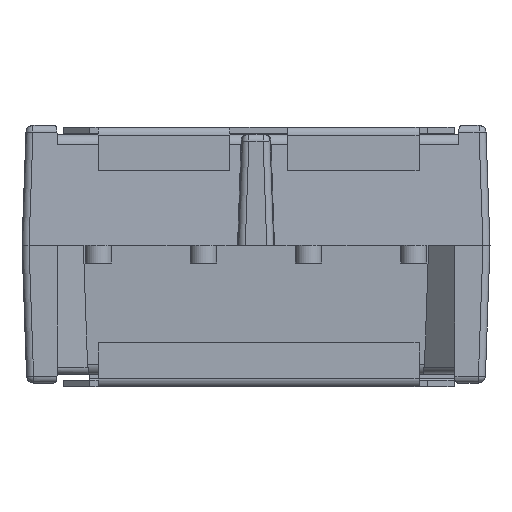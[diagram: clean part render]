
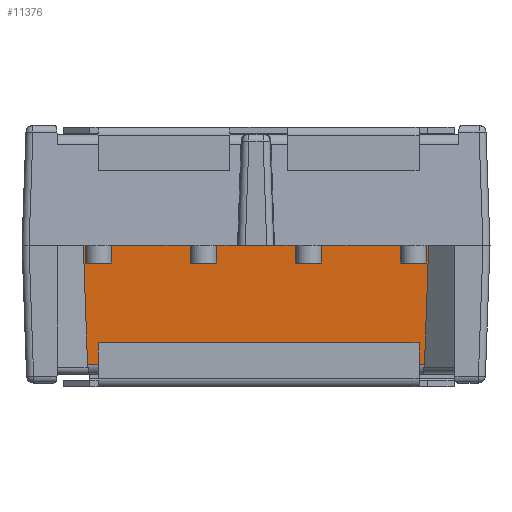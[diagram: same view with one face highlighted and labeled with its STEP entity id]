
A CAD part, front view. The second image highlights one B-rep face of the part: STEP entity #11376.
In plain terms, the highlighted planar face has unit normal (0, -0.999, -0.035).
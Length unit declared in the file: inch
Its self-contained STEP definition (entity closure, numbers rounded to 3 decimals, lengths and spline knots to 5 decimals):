
#9754=CARTESIAN_POINT('',(-0.35582,-0.64474,0.));
#9755=VERTEX_POINT('',#9754);
#9764=CARTESIAN_POINT('',(-0.37082,-0.64474,0.));
#9765=VERTEX_POINT('',#9764);
#9795=CARTESIAN_POINT('',(-0.29582,-0.64474,0.));
#9796=VERTEX_POINT('',#9795);
#9805=CARTESIAN_POINT('',(-0.31082,-0.64474,0.));
#9806=VERTEX_POINT('',#9805);
#9838=CARTESIAN_POINT('',(-0.23582,-0.64474,0.));
#9839=VERTEX_POINT('',#9838);
#9846=CARTESIAN_POINT('',(-0.25082,-0.64474,0.));
#9847=VERTEX_POINT('',#9846);
#9879=CARTESIAN_POINT('',(-0.35582,-0.64439,-0.01));
#9880=VERTEX_POINT('',#9879);
#9896=CARTESIAN_POINT('',(-0.37082,-0.64439,-0.01));
#9897=VERTEX_POINT('',#9896);
#9904=CARTESIAN_POINT('',(-0.35582,-0.64439,-0.01));
#9905=DIRECTION('',(-1.0,0.0,0.0));
#9906=VECTOR('',#9905,0.015);
#9907=LINE('',#9904,#9906);
#9908=EDGE_CURVE('',#9880,#9897,#9907,.T.);
#9920=CARTESIAN_POINT('',(-0.29582,-0.64439,-0.01));
#9921=VERTEX_POINT('',#9920);
#9937=CARTESIAN_POINT('',(-0.31082,-0.64439,-0.01));
#9938=VERTEX_POINT('',#9937);
#9945=CARTESIAN_POINT('',(-0.29582,-0.64439,-0.01));
#9946=DIRECTION('',(-1.0,0.0,0.0));
#9947=VECTOR('',#9946,0.015);
#9948=LINE('',#9945,#9947);
#9949=EDGE_CURVE('',#9921,#9938,#9948,.T.);
#9959=CARTESIAN_POINT('',(-0.23582,-0.64439,-0.01));
#9960=VERTEX_POINT('',#9959);
#9978=CARTESIAN_POINT('',(-0.25082,-0.64439,-0.01));
#9979=VERTEX_POINT('',#9978);
#9986=CARTESIAN_POINT('',(-0.23582,-0.64439,-0.01));
#9987=DIRECTION('',(-1.0,0.0,0.0));
#9988=VECTOR('',#9987,0.015);
#9989=LINE('',#9986,#9988);
#9990=EDGE_CURVE('',#9960,#9979,#9989,.T.);
#10002=CARTESIAN_POINT('',(-0.43082,-0.64439,-0.01));
#10003=VERTEX_POINT('',#10002);
#10010=CARTESIAN_POINT('',(-0.41582,-0.64439,-0.01));
#10011=VERTEX_POINT('',#10010);
#10012=CARTESIAN_POINT('',(-0.41582,-0.64439,-0.01));
#10013=DIRECTION('',(-1.0,0.0,0.0));
#10014=VECTOR('',#10013,0.015);
#10015=LINE('',#10012,#10014);
#10016=EDGE_CURVE('',#10011,#10003,#10015,.T.);
#10059=CARTESIAN_POINT('',(-0.43082,-0.64474,0.));
#10060=VERTEX_POINT('',#10059);
#10076=CARTESIAN_POINT('',(-0.41582,-0.64474,0.));
#10077=VERTEX_POINT('',#10076);
#10188=CARTESIAN_POINT('',(-0.41582,-0.64474,0.));
#10189=DIRECTION('',(0.0,0.035,-0.999));
#10190=VECTOR('',#10189,0.01001);
#10191=LINE('',#10188,#10190);
#10192=EDGE_CURVE('',#10077,#10011,#10191,.T.);
#10205=CARTESIAN_POINT('',(-0.35582,-0.64474,0.));
#10206=DIRECTION('',(0.0,0.035,-0.999));
#10207=VECTOR('',#10206,0.01001);
#10208=LINE('',#10205,#10207);
#10209=EDGE_CURVE('',#9755,#9880,#10208,.T.);
#10222=CARTESIAN_POINT('',(-0.29582,-0.64474,0.));
#10223=DIRECTION('',(0.0,0.035,-0.999));
#10224=VECTOR('',#10223,0.01001);
#10225=LINE('',#10222,#10224);
#10226=EDGE_CURVE('',#9796,#9921,#10225,.T.);
#10239=CARTESIAN_POINT('',(-0.23582,-0.64474,0.));
#10240=DIRECTION('',(0.0,0.035,-0.999));
#10241=VECTOR('',#10240,0.01001);
#10242=LINE('',#10239,#10241);
#10243=EDGE_CURVE('',#9839,#9960,#10242,.T.);
#10268=CARTESIAN_POINT('',(-0.25082,-0.64439,-0.01));
#10269=DIRECTION('',(0.0,-0.035,0.999));
#10270=VECTOR('',#10269,0.01001);
#10271=LINE('',#10268,#10270);
#10272=EDGE_CURVE('',#9979,#9847,#10271,.T.);
#10285=CARTESIAN_POINT('',(-0.31082,-0.64439,-0.01));
#10286=DIRECTION('',(0.0,-0.035,0.999));
#10287=VECTOR('',#10286,0.01001);
#10288=LINE('',#10285,#10287);
#10289=EDGE_CURVE('',#9938,#9806,#10288,.T.);
#10302=CARTESIAN_POINT('',(-0.37082,-0.64439,-0.01));
#10303=DIRECTION('',(0.0,-0.035,0.999));
#10304=VECTOR('',#10303,0.01001);
#10305=LINE('',#10302,#10304);
#10306=EDGE_CURVE('',#9897,#9765,#10305,.T.);
#10319=CARTESIAN_POINT('',(-0.43082,-0.64439,-0.01));
#10320=DIRECTION('',(0.0,-0.035,0.999));
#10321=VECTOR('',#10320,0.01001);
#10322=LINE('',#10319,#10321);
#10323=EDGE_CURVE('',#10003,#10060,#10322,.T.);
#10702=CARTESIAN_POINT('',(-0.32279,-0.64474,0.));
#10703=VERTEX_POINT('',#10702);
#10745=CARTESIAN_POINT('',(-0.34384,-0.64474,0.0));
#10746=VERTEX_POINT('',#10745);
#10753=CARTESIAN_POINT('',(-0.32279,-0.64474,0.0));
#10754=DIRECTION('',(-1.0,0.0,0.0));
#10755=VECTOR('',#10754,0.02105);
#10756=LINE('',#10753,#10755);
#10757=EDGE_CURVE('',#10703,#10746,#10756,.T.);
#10811=CARTESIAN_POINT('',(-0.43182,-0.64474,0.0));
#10812=VERTEX_POINT('',#10811);
#10819=CARTESIAN_POINT('',(-0.43082,-0.64474,0.0));
#10820=DIRECTION('',(-1.0,0.0,0.0));
#10821=VECTOR('',#10820,0.001);
#10822=LINE('',#10819,#10821);
#10823=EDGE_CURVE('',#10060,#10812,#10822,.T.);
#10826=CARTESIAN_POINT('',(-0.37082,-0.64474,0.0));
#10827=DIRECTION('',(-1.0,0.0,0.0));
#10828=VECTOR('',#10827,0.045);
#10829=LINE('',#10826,#10828);
#10830=EDGE_CURVE('',#9765,#10077,#10829,.T.);
#10833=CARTESIAN_POINT('',(-0.34384,-0.64474,0.0));
#10834=DIRECTION('',(-1.0,0.0,0.0));
#10835=VECTOR('',#10834,0.01198);
#10836=LINE('',#10833,#10835);
#10837=EDGE_CURVE('',#10746,#9755,#10836,.T.);
#11260=CARTESIAN_POINT('',(-0.23718,-0.64237,-0.06771));
#11261=VERTEX_POINT('',#11260);
#11269=CARTESIAN_POINT('',(-0.42945,-0.64237,-0.06771));
#11270=VERTEX_POINT('',#11269);
#11271=CARTESIAN_POINT('',(-0.23718,-0.64237,-0.06771));
#11272=DIRECTION('',(-1.0,0.0,0.0));
#11273=VECTOR('',#11272,0.19227);
#11274=LINE('',#11271,#11273);
#11275=EDGE_CURVE('',#11261,#11270,#11274,.T.);
#11320=CARTESIAN_POINT('',(-0.43182,-0.64474,0.));
#11321=DIRECTION('',(0.,-0.999,-0.035));
#11322=DIRECTION('',(0.,0.035,-0.999));
#11323=AXIS2_PLACEMENT_3D('',#11320,#11321,#11322);
#11324=PLANE('',#11323);
#11325=ORIENTED_EDGE('',*,*,#10272,.T.);
#11326=CARTESIAN_POINT('',(-0.25082,-0.64474,0.0));
#11327=DIRECTION('',(-1.0,0.0,0.0));
#11328=VECTOR('',#11327,0.045);
#11329=LINE('',#11326,#11328);
#11330=EDGE_CURVE('',#9847,#9796,#11329,.T.);
#11331=ORIENTED_EDGE('',*,*,#11330,.T.);
#11332=ORIENTED_EDGE('',*,*,#10226,.T.);
#11333=ORIENTED_EDGE('',*,*,#9949,.T.);
#11334=ORIENTED_EDGE('',*,*,#10289,.T.);
#11335=CARTESIAN_POINT('',(-0.31082,-0.64474,0.0));
#11336=DIRECTION('',(-1.0,0.0,0.0));
#11337=VECTOR('',#11336,0.01198);
#11338=LINE('',#11335,#11337);
#11339=EDGE_CURVE('',#9806,#10703,#11338,.T.);
#11340=ORIENTED_EDGE('',*,*,#11339,.T.);
#11341=ORIENTED_EDGE('',*,*,#10757,.T.);
#11342=ORIENTED_EDGE('',*,*,#10837,.T.);
#11343=ORIENTED_EDGE('',*,*,#10209,.T.);
#11344=ORIENTED_EDGE('',*,*,#9908,.T.);
#11345=ORIENTED_EDGE('',*,*,#10306,.T.);
#11346=ORIENTED_EDGE('',*,*,#10830,.T.);
#11347=ORIENTED_EDGE('',*,*,#10192,.T.);
#11348=ORIENTED_EDGE('',*,*,#10016,.T.);
#11349=ORIENTED_EDGE('',*,*,#10323,.T.);
#11350=ORIENTED_EDGE('',*,*,#10823,.T.);
#11351=CARTESIAN_POINT('',(-0.42945,-0.64237,-0.06771));
#11352=DIRECTION('',(-0.035,-0.035,0.999));
#11353=VECTOR('',#11352,0.06779);
#11354=LINE('',#11351,#11353);
#11355=EDGE_CURVE('',#10812,#11270,#11354,.F.);
#11356=ORIENTED_EDGE('',*,*,#11355,.T.);
#11357=ORIENTED_EDGE('',*,*,#11275,.F.);
#11358=CARTESIAN_POINT('',(-0.23482,-0.64474,0.0));
#11359=VERTEX_POINT('',#11358);
#11360=CARTESIAN_POINT('',(-0.23482,-0.64474,0.));
#11361=DIRECTION('',(-0.035,0.035,-0.999));
#11362=VECTOR('',#11361,0.06779);
#11363=LINE('',#11360,#11362);
#11364=EDGE_CURVE('',#11359,#11261,#11363,.T.);
#11365=ORIENTED_EDGE('',*,*,#11364,.F.);
#11366=CARTESIAN_POINT('',(-0.23482,-0.64474,0.0));
#11367=DIRECTION('',(-1.0,0.0,0.0));
#11368=VECTOR('',#11367,0.001);
#11369=LINE('',#11366,#11368);
#11370=EDGE_CURVE('',#11359,#9839,#11369,.T.);
#11371=ORIENTED_EDGE('',*,*,#11370,.T.);
#11372=ORIENTED_EDGE('',*,*,#10243,.T.);
#11373=ORIENTED_EDGE('',*,*,#9990,.T.);
#11374=EDGE_LOOP('',(#11325,#11331,#11332,#11333,#11334,#11340,#11341,#11342,#11343,#11344,#11345,#11346,#11347,#11348,#11349,#11350,#11356,#11357,#11365,#11371,#11372,#11373));
#11375=FACE_OUTER_BOUND('',#11374,.T.);
#11376=ADVANCED_FACE('',(#11375),#11324,.T.);
